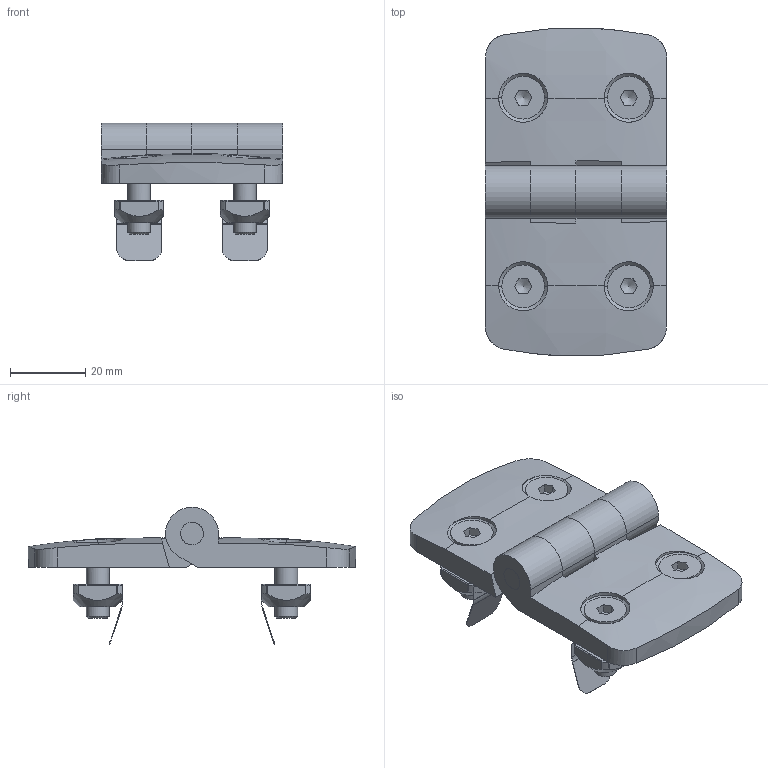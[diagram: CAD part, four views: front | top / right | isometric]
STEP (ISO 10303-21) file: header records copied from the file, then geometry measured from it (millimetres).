
FILE_DESCRIPTION(('STEP AP203'),'1');
FILE_NAME('SAFE08N1021.stp','2023-10-23T14:37:28',(' '),(' '),'Spatial InterOp 3D',' ',' ');
FILE_SCHEMA(('CONFIG_CONTROL_DESIGN'));
Length unit declared in the file: millimetre
Products named in the file (10): Kit de fixation - EcrouForceVsLigne; Vis FHC - M6x20; Ecrou carré languette 8 45 M6; Charnière PA indégondable 45/45; Axe_Charnière_Simple
Assembly tree (13 placements, depth 4):
  Charnière PA indégondable 45/45
    Kit de fixation - EcrouForceVsLigne  x4
      Vis FHC - M6x20
      Ecrou carré languette 8 45 M6
        Ecrou carré languette 8 45 M6
        Ecrou carré languette 8 45 M6
    Charnière PA indégondable 45/45
      Charnière PA indégondable 45/45
      Charnière PA indégondable 45/45
        Axe_Charnière_Simple
        Charnière PA indégondable 45/45
Bounding box: 48 x 86.85 x 36.51 mm (x, y, z)
Volume: 33552.5 mm3; surface area: 20643.8 mm2
Topology: 15 solids, 15 shells, 369 faces, 923 edges, 550 vertices
Faces by surface type: cylinder 151, plane 134, sphere 32, cone 24, torus 24, bspline 4
Full cylindrical faces by diameter (mm): 5 x4, 6 x9, 11.34 x4
Entity records: 5763 total; most frequent: CARTESIAN_POINT 1084, DIRECTION 628, ORIENTED_EDGE 574, EDGE_CURVE 287, AXIS2_PLACEMENT_3D 245, PROPERTY_DEFINITION_REPRESENTATION 215, GENERAL_PROPERTY_ASSOCIATION 215, PROPERTY_DEFINITION 215
